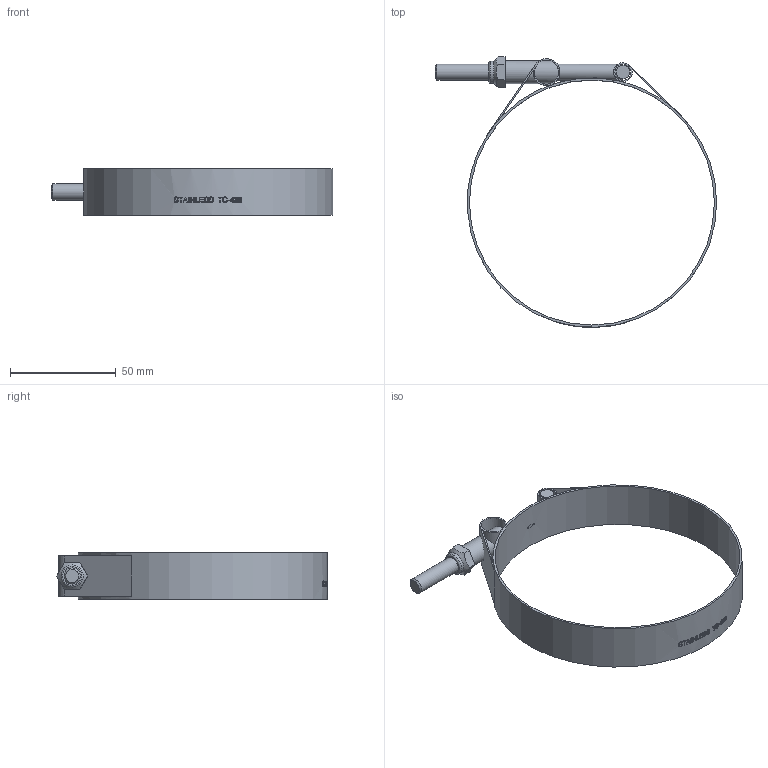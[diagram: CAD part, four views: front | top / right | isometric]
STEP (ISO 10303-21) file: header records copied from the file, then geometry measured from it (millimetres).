
FILE_DESCRIPTION(/* description */ ('4 3/8"- 4 3/4" T-Bolt Clamp'),/* implementation_level */ '2;1');
FILE_NAME(/* name */ 'TC438.stp',/* time_stamp */ '2019-01-08T09:14:14-05:00',/* author */ ('DLC'),/* organization */ (''),/* preprocessor_version */ 'ST-DEVELOPER v17',/* originating_system */ 'Autodesk Inventor 2018',/* authorisation */ '');
FILE_SCHEMA (('AUTOMOTIVE_DESIGN { 1 0 10303 214 3 1 1 }'));
Length unit declared in the file: inch
Products named in the file (1): TC438
Bounding box: 133.3 x 128.26 x 22.23 mm (x, y, z)
Volume: 16172.2 mm3; surface area: 23639.4 mm2
Topology: 1 solids, 1 shells, 240 faces, 646 edges, 431 vertices
Faces by surface type: plane 102, bspline 97, cylinder 38, cone 2, torus 1
Full cylindrical faces by diameter (mm): 6.35 x1, 7.62 x1, 7.671 x2, 10.541 x1, 10.795 x2, 11.43 x1, 116.078 x1
Entity records: 24837 total; most frequent: CARTESIAN_POINT 19515, ORIENTED_EDGE 1294, DIRECTION 732, EDGE_CURVE 647, VERTEX_POINT 431, B_SPLINE_CURVE_WITH_KNOTS 287, EDGE_LOOP 278, LINE 262
